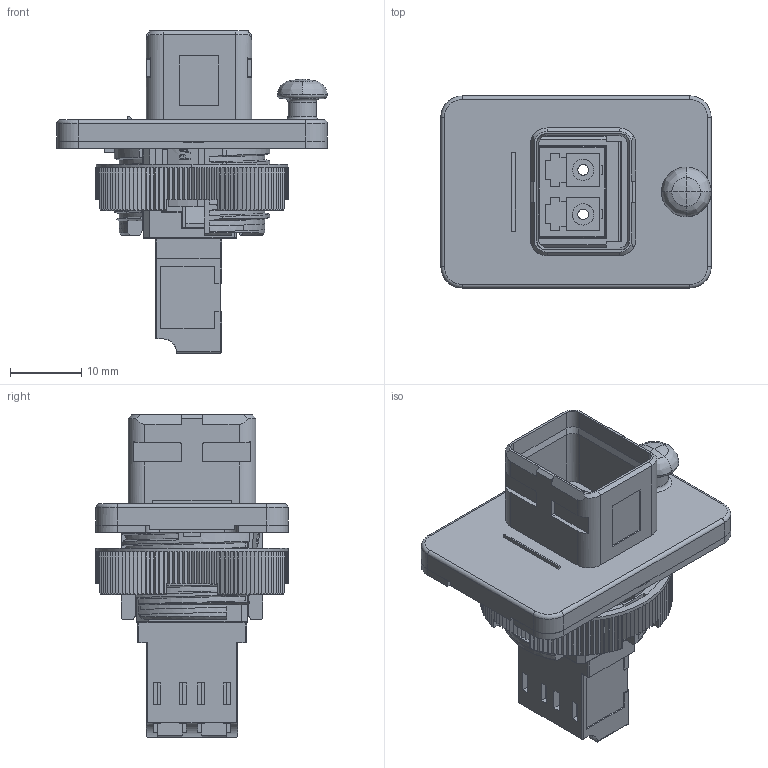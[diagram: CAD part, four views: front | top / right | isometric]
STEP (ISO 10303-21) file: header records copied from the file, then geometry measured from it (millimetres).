
FILE_DESCRIPTION(('CATIA V5 STEP Exchange','CAx-IF Rec.Pracs.--- Model Styling and Organization---1.4--- 2014-01-23'),'2;1');
FILE_NAME ('028647-3_0', '2022-05-23T08:08:08+00:00', ('none'), ('Weidmueller'), 'CATIA Version 5-6 Release 2016 SP3 HF44', 'CATIA V5 STEP AP214', 'none');
FILE_SCHEMA(('AUTOMOTIVE_DESIGN { 1 0 10303 214 1 1 1 1 }'));
Products named in the file (1): 1964460000
Bounding box: 38 x 27 x 45.27 mm (x, y, z)
Volume: 8658.8 mm3; surface area: 13542.4 mm2
Topology: 5 solids, 5 shells, 1404 faces, 3769 edges, 2397 vertices
Faces by surface type: plane 966, cylinder 229, cone 114, bspline 73, torus 14, sphere 8
Entity records: 72612 total; most frequent: CARTESIAN_POINT 39773, ORIENTED_EDGE 7522, DIRECTION 5458, EDGE_CURVE 3761, VECTOR 2487, LINE 2487, VERTEX_POINT 2397, AXIS2_PLACEMENT_3D 1643
